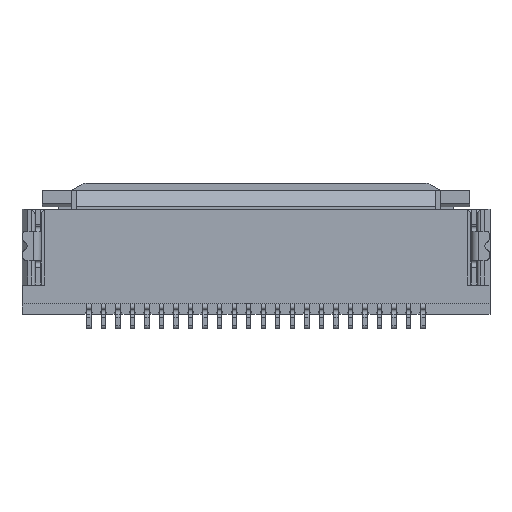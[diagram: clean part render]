
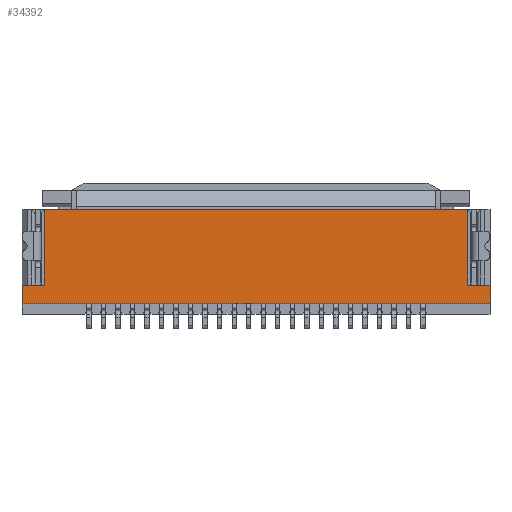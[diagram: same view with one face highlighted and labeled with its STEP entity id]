
A CAD part, front view. The second image highlights one B-rep face of the part: STEP entity #34392.
In plain terms, the highlighted planar face has unit normal (0, -1, 0).
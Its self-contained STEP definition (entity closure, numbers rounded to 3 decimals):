
#2973=DIRECTION('',(1.,0.,0.));
#2974=VECTOR('',#2973,14.58);
#2975=CARTESIAN_POINT('',(-10.29,0.02,3.6));
#2976=LINE('',#2975,#2974);
#2977=DIRECTION('',(0.,0.,1.));
#2978=VECTOR('',#2977,2.6);
#2979=CARTESIAN_POINT('',(4.29,0.02,1.));
#2980=LINE('',#2979,#2978);
#2981=DIRECTION('',(-1.,0.,0.));
#2982=VECTOR('',#2981,0.76);
#2983=CARTESIAN_POINT('',(5.05,0.02,1.));
#2984=LINE('',#2983,#2982);
#2985=DIRECTION('',(0.,0.,1.));
#2986=VECTOR('',#2985,0.65);
#2987=CARTESIAN_POINT('',(5.05,0.02,0.35));
#2988=LINE('',#2987,#2986);
#2989=DIRECTION('',(-1.,0.,0.));
#2990=VECTOR('',#2989,16.1);
#2991=CARTESIAN_POINT('',(5.05,0.02,0.35));
#2992=LINE('',#2991,#2990);
#2993=DIRECTION('',(0.,0.,1.));
#2994=VECTOR('',#2993,0.65);
#2995=CARTESIAN_POINT('',(-11.05,0.02,0.35));
#2996=LINE('',#2995,#2994);
#2997=DIRECTION('',(1.,0.,0.));
#2998=VECTOR('',#2997,0.76);
#2999=CARTESIAN_POINT('',(-11.05,0.02,1.));
#3000=LINE('',#2999,#2998);
#3001=DIRECTION('',(0.,0.,1.));
#3002=VECTOR('',#3001,2.6);
#3003=CARTESIAN_POINT('',(-10.29,0.02,1.));
#3004=LINE('',#3003,#3002);
#22357=CARTESIAN_POINT('',(-10.29,0.02,3.6));
#22359=VERTEX_POINT('',#22357);
#22588=CARTESIAN_POINT('',(-11.05,0.02,1.));
#22590=VERTEX_POINT('',#22588);
#22592=CARTESIAN_POINT('',(-11.05,0.02,0.35));
#22593=VERTEX_POINT('',#22592);
#22606=CARTESIAN_POINT('',(-10.29,0.02,1.));
#22607=VERTEX_POINT('',#22606);
#25643=CARTESIAN_POINT('',(4.29,0.02,3.6));
#25645=VERTEX_POINT('',#25643);
#25874=CARTESIAN_POINT('',(5.05,0.02,1.));
#25876=VERTEX_POINT('',#25874);
#25878=CARTESIAN_POINT('',(5.05,0.02,0.35));
#25879=VERTEX_POINT('',#25878);
#25892=CARTESIAN_POINT('',(4.29,0.02,1.));
#25893=VERTEX_POINT('',#25892);
#34373=CARTESIAN_POINT('',(0.,0.02,1.975));
#34374=DIRECTION('',(0.,1.,0.));
#34375=DIRECTION('',(0.,0.,-1.));
#34376=AXIS2_PLACEMENT_3D('',#34373,#34374,#34375);
#34377=PLANE('',#34376);
#34378=ORIENTED_EDGE('',*,*,#29339,.T.);
#34380=ORIENTED_EDGE('',*,*,#34379,.F.);
#34381=ORIENTED_EDGE('',*,*,#32735,.F.);
#34382=ORIENTED_EDGE('',*,*,#33620,.F.);
#34383=ORIENTED_EDGE('',*,*,#34196,.T.);
#34385=ORIENTED_EDGE('',*,*,#34384,.T.);
#34387=ORIENTED_EDGE('',*,*,#34386,.T.);
#34389=ORIENTED_EDGE('',*,*,#34388,.T.);
#34390=EDGE_LOOP('',(#34378,#34380,#34381,#34382,#34383,#34385,#34387,#34389));
#34391=FACE_OUTER_BOUND('',#34390,.F.);
#34392=ADVANCED_FACE('',(#34391),#34377,.F.);
#29339=EDGE_CURVE('',#22359,#25645,#2976,.T.);
#32735=EDGE_CURVE('',#25876,#25893,#2984,.T.);
#33620=EDGE_CURVE('',#25879,#25876,#2988,.T.);
#34196=EDGE_CURVE('',#25879,#22593,#2992,.T.);
#34379=EDGE_CURVE('',#25893,#25645,#2980,.T.);
#34384=EDGE_CURVE('',#22593,#22590,#2996,.T.);
#34386=EDGE_CURVE('',#22590,#22607,#3000,.T.);
#34388=EDGE_CURVE('',#22607,#22359,#3004,.T.);
